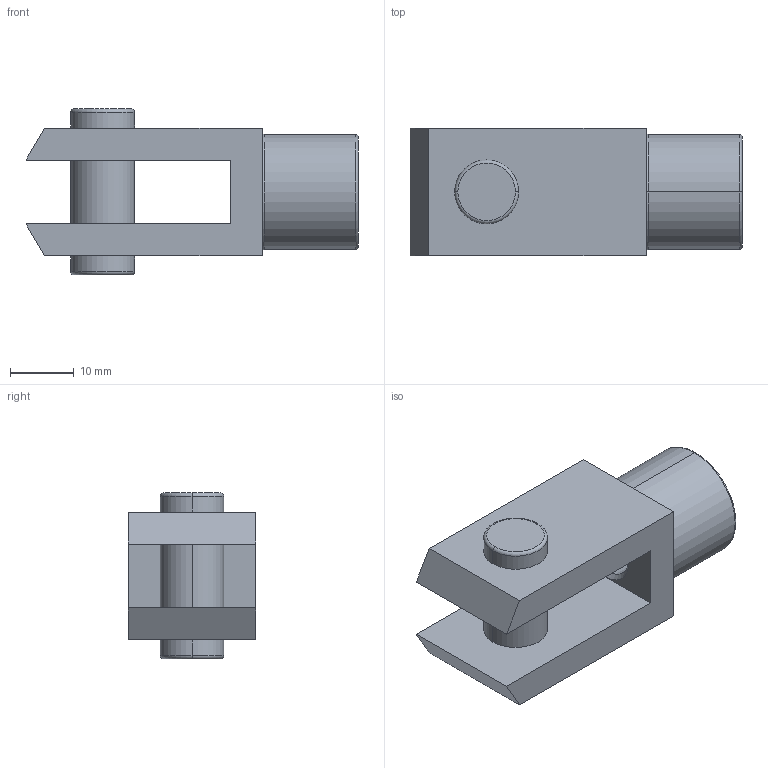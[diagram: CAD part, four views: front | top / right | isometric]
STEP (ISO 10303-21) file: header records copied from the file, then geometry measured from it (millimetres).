
FILE_DESCRIPTION(('HOOPS Exchange Step'),'2;1');
FILE_NAME('export-5672E2EE-6F61-4672-AF9D-D8063891B87B.stp','2020-08-23T17:17:40+02:00',('Engineering'),('Alibre'),'HOOPS Exchange 2020.0','Alibre','Unknown authorisation');
FILE_SCHEMA( ('AP242_MANAGED_MODEL_BASED_3D_ENGINEERING_MIM_LF {1 0 10303 442 1 1 4 }') );
Length unit declared in the file: millimetre
Products named in the file (1): 2881 W0950322020 Fork GK-M M10x1.25
Bounding box: 52 x 20 x 26 mm (x, y, z)
Volume: 11994.2 mm3; surface area: 5854.7 mm2
Topology: 1 solids, 1 shells, 36 faces, 80 edges, 48 vertices
Faces by surface type: plane 14, cylinder 10, torus 8, cone 4
Entity records: 1035 total; most frequent: DIRECTION 196, CARTESIAN_POINT 166, ORIENTED_EDGE 160, EDGE_CURVE 80, AXIS2_PLACEMENT_3D 78, VERTEX_POINT 48, EDGE_LOOP 42, FACE_BOUND 42
